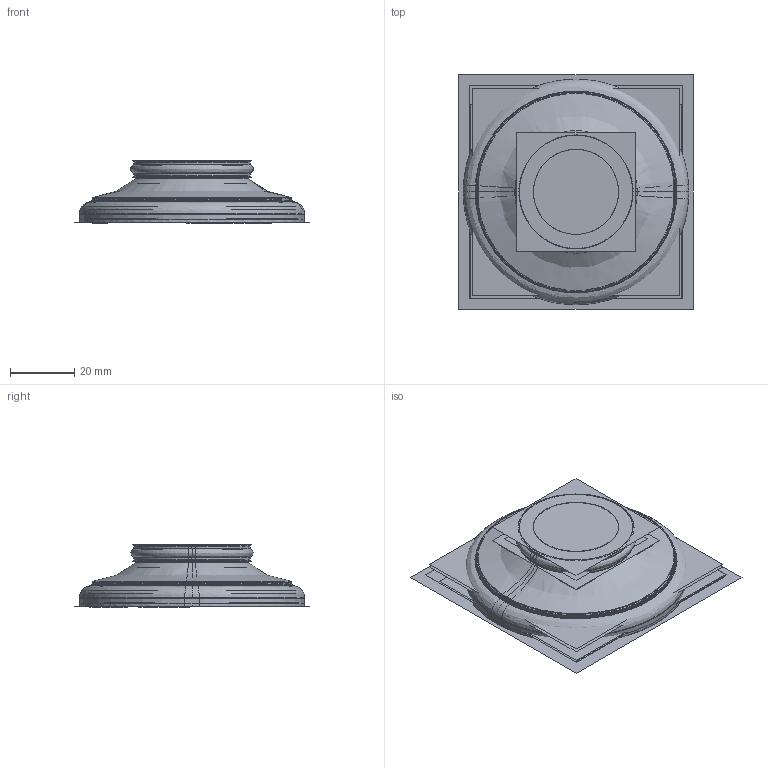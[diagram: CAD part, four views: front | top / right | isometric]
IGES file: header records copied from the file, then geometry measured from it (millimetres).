
Start section:  PTC IGES file: 4539b_asm.igs
Global section: file name: 4539b_asm.igs; native system: Creo Parametric by Parametric Technology Corporation; preprocessor: 2013150; author: rsmith; organization: Unknown; date: 20150901.163009; units: inch
Bounding box: 72.8 x 72.82 x 19.71 mm (x, y, z)
Surface area: 85378.6 mm2 (no closed solid volume)
Topology: 0 solids, 0 shells, 1452 faces, 20007 edges, 26112 vertices
Faces by surface type: bspline 846, revolution 606
